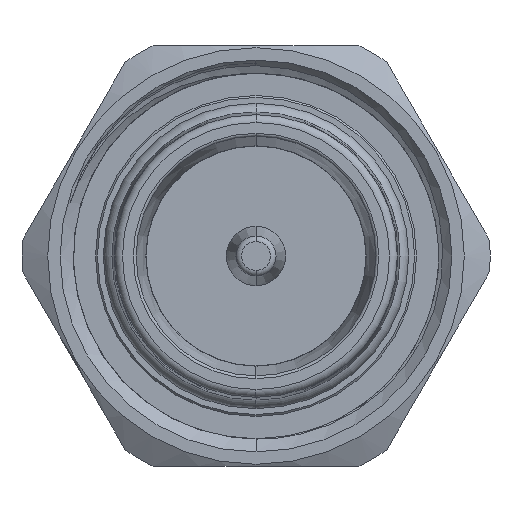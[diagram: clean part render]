
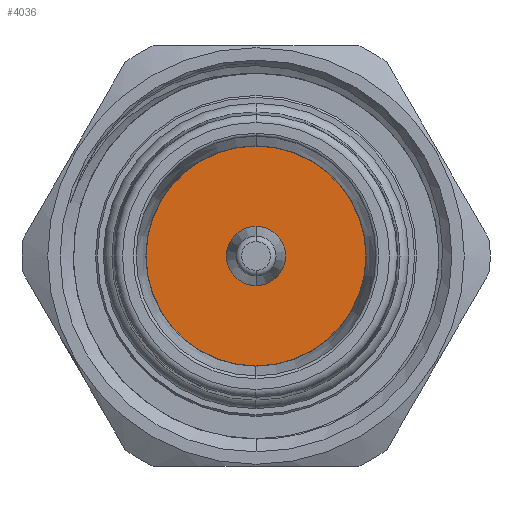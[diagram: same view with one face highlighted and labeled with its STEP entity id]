
A CAD part, left-side view. The second image highlights one B-rep face of the part: STEP entity #4036.
In plain terms, the highlighted planar face has unit normal (-1, 0, 0).
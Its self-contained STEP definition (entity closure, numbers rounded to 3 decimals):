
#135 = FACE_BOUND ( 'NONE', #3847, .T. ) ;
#264 = CARTESIAN_POINT ( 'NONE',  ( 4.848, 0., 0. ) ) ;
#301 = EDGE_CURVE ( 'NONE', #425, #3740, #744, .T. ) ;
#425 = VERTEX_POINT ( 'NONE', #4190 ) ;
#744 = CIRCLE ( 'NONE', #4468, 5.75 ) ;
#934 = AXIS2_PLACEMENT_3D ( 'NONE', #4197, #4181, #4149 ) ;
#1002 = VERTEX_POINT ( 'NONE', #1049 ) ;
#1049 = CARTESIAN_POINT ( 'NONE',  ( 4.848, 0., -1.55 ) ) ;
#1183 = AXIS2_PLACEMENT_3D ( 'NONE', #1534, #4016, #1926 ) ;
#1240 = VERTEX_POINT ( 'NONE', #1341 ) ;
#1341 = CARTESIAN_POINT ( 'NONE',  ( 4.848, 0., 1.55 ) ) ;
#1472 = EDGE_CURVE ( 'NONE', #1002, #1240, #3522, .T. ) ;
#1534 = CARTESIAN_POINT ( 'NONE',  ( 4.848, 0., 0. ) ) ;
#1557 = DIRECTION ( 'NONE',  ( 0., 0., 1. ) ) ;
#1565 = DIRECTION ( 'NONE',  ( -1., 0., 0. ) ) ;
#1571 = CARTESIAN_POINT ( 'NONE',  ( 4.848, 0., 0. ) ) ;
#1912 = EDGE_LOOP ( 'NONE', ( #2752, #4594 ) ) ;
#1920 = PLANE ( 'NONE',  #3252 ) ;
#1926 = DIRECTION ( 'NONE',  ( 0., 0., 1. ) ) ;
#2301 = DIRECTION ( 'NONE',  ( 0., 0., 1. ) ) ;
#2344 = EDGE_CURVE ( 'NONE', #3740, #425, #3574, .T. ) ;
#2464 = AXIS2_PLACEMENT_3D ( 'NONE', #1571, #1565, #1557 ) ;
#2663 = CIRCLE ( 'NONE', #1183, 1.55 ) ;
#2752 = ORIENTED_EDGE ( 'NONE', *, *, #2344, .T. ) ;
#3067 = ORIENTED_EDGE ( 'NONE', *, *, #1472, .F. ) ;
#3252 = AXIS2_PLACEMENT_3D ( 'NONE', #4674, #4324, #2301 ) ;
#3501 = CARTESIAN_POINT ( 'NONE',  ( 4.848, 0., 5.75 ) ) ;
#3522 = CIRCLE ( 'NONE', #934, 1.55 ) ;
#3552 = EDGE_CURVE ( 'NONE', #1240, #1002, #2663, .T. ) ;
#3574 = CIRCLE ( 'NONE', #2464, 5.75 ) ;
#3740 = VERTEX_POINT ( 'NONE', #3501 ) ;
#3847 = EDGE_LOOP ( 'NONE', ( #4479, #3067 ) ) ;
#4016 = DIRECTION ( 'NONE',  ( -1., 0., 0. ) ) ;
#4036 = ADVANCED_FACE ( 'NONE', ( #4404, #135 ), #1920, .T. ) ;
#4149 = DIRECTION ( 'NONE',  ( 0., 0., 1. ) ) ;
#4181 = DIRECTION ( 'NONE',  ( -1., 0., 0. ) ) ;
#4190 = CARTESIAN_POINT ( 'NONE',  ( 4.848, 0., -5.75 ) ) ;
#4197 = CARTESIAN_POINT ( 'NONE',  ( 4.848, 0., 0. ) ) ;
#4235 = DIRECTION ( 'NONE',  ( -1., 0., 0. ) ) ;
#4291 = DIRECTION ( 'NONE',  ( 0., 0., 1. ) ) ;
#4324 = DIRECTION ( 'NONE',  ( -1., 0., 0. ) ) ;
#4404 = FACE_OUTER_BOUND ( 'NONE', #1912, .T. ) ;
#4468 = AXIS2_PLACEMENT_3D ( 'NONE', #264, #4235, #4291 ) ;
#4479 = ORIENTED_EDGE ( 'NONE', *, *, #3552, .F. ) ;
#4594 = ORIENTED_EDGE ( 'NONE', *, *, #301, .T. ) ;
#4674 = CARTESIAN_POINT ( 'NONE',  ( 4.848, 0., 0. ) ) ;
